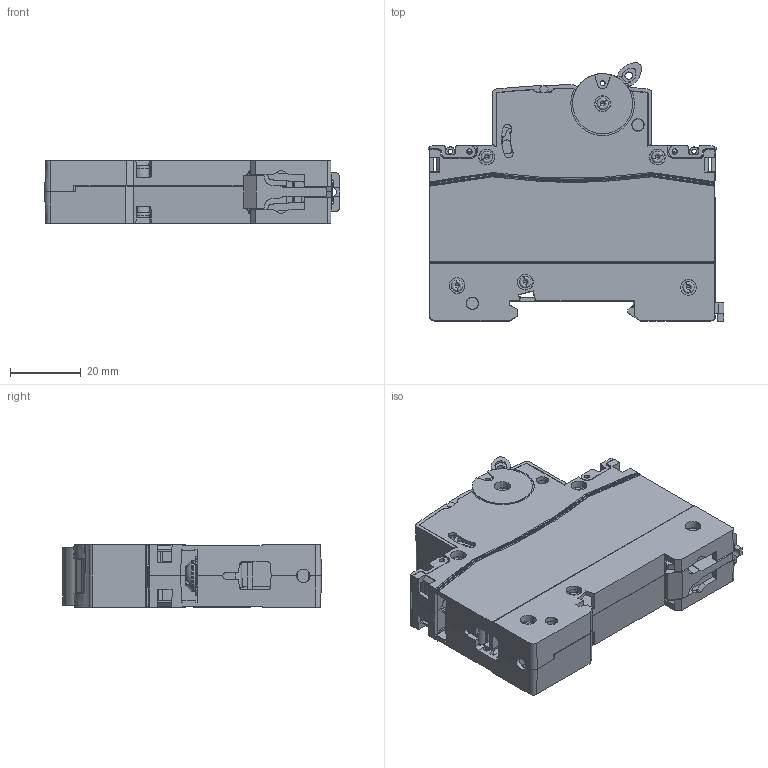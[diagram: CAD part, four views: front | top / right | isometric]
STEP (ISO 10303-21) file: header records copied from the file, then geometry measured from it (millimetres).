
FILE_DESCRIPTION (( 'STEP AP214' ), '1' );
FILE_NAME ('S631XX-00.00.000 Load breaker 1P.STEP', '2024-05-07T05:45:48', ( '' ), ( '' ), 'SwSTEP 2.0', 'SolidWorks 2021', '' );
FILE_SCHEMA (( 'AUTOMOTIVE_DESIGN' ));
Length unit declared in the file: millimetre
Products named in the file (1): S631XX-00.00.000 Load breaker 1P
Bounding box: 83.77 x 73.25 x 17.7 mm (x, y, z)
Volume: 27597.1 mm3; surface area: 45293.8 mm2
Topology: 21 solids, 27 shells, 3242 faces, 8965 edges, 5879 vertices
Faces by surface type: plane 2096, cone 504, cylinder 421, bspline 111, torus 96, sphere 14
Entity records: 142808 total; most frequent: CARTESIAN_POINT 25692, ORIENTED_EDGE 17872, DIRECTION 16340, EDGE_CURVE 8936, VECTOR 6116, LINE 6116, VERTEX_POINT 5864, AXIS2_PLACEMENT_3D 5112
